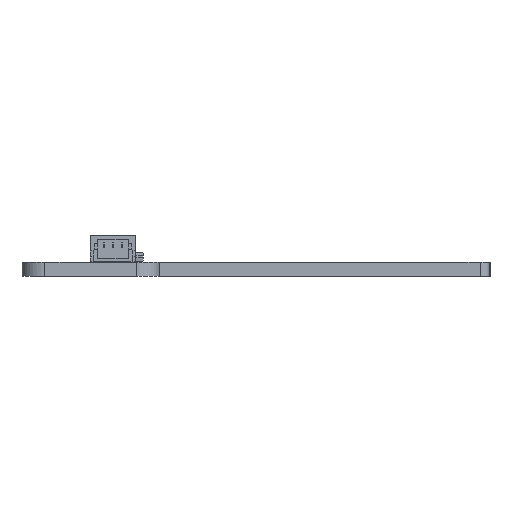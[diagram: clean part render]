
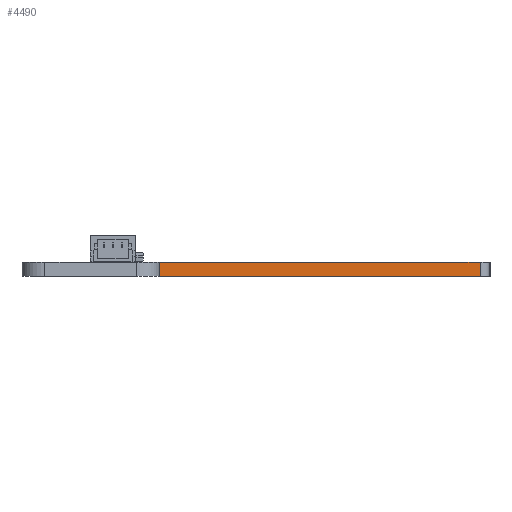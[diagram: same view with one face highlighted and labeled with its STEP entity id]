
A CAD part, left-side view. The second image highlights one B-rep face of the part: STEP entity #4490.
In plain terms, the highlighted planar face has unit normal (-1, 0, 0).
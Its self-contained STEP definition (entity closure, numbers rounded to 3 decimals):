
#125=PLANE('',#4859);
#319=FACE_OUTER_BOUND('',#571,.T.);
#571=EDGE_LOOP('',(#3127,#3128,#3129,#3130));
#891=LINE('',#6689,#1373);
#892=LINE('',#6692,#1374);
#893=LINE('',#6694,#1375);
#894=LINE('',#6695,#1376);
#1373=VECTOR('',#5415,10.);
#1374=VECTOR('',#5418,10.);
#1375=VECTOR('',#5419,10.);
#1376=VECTOR('',#5420,10.);
#2031=VERTEX_POINT('',#6685);
#2032=VERTEX_POINT('',#6687);
#2033=VERTEX_POINT('',#6691);
#2034=VERTEX_POINT('',#6693);
#2461=EDGE_CURVE('',#2031,#2032,#891,.T.);
#2462=EDGE_CURVE('',#2033,#2031,#892,.T.);
#2463=EDGE_CURVE('',#2034,#2032,#893,.T.);
#2464=EDGE_CURVE('',#2033,#2034,#894,.T.);
#3127=ORIENTED_EDGE('',*,*,#2462,.T.);
#3128=ORIENTED_EDGE('',*,*,#2461,.T.);
#3129=ORIENTED_EDGE('',*,*,#2463,.F.);
#3130=ORIENTED_EDGE('',*,*,#2464,.F.);
#4490=ADVANCED_FACE('',(#319),#125,.T.);
#4859=AXIS2_PLACEMENT_3D('',#6690,#5416,#5417);
#5415=DIRECTION('',(0.,0.,1.));
#5416=DIRECTION('center_axis',(-1.,0.,0.));
#5417=DIRECTION('ref_axis',(0.,-1.,0.));
#5418=DIRECTION('',(0.,-1.,0.));
#5419=DIRECTION('',(0.,-1.,0.));
#5420=DIRECTION('',(0.,0.,1.));
#6685=CARTESIAN_POINT('',(3.81,2.545,0.));
#6687=CARTESIAN_POINT('',(3.81,2.545,1.57));
#6689=CARTESIAN_POINT('',(3.81,2.545,0.));
#6690=CARTESIAN_POINT('Origin',(3.81,38.1,0.));
#6691=CARTESIAN_POINT('',(3.81,38.1,0.));
#6692=CARTESIAN_POINT('',(3.81,38.1,0.));
#6693=CARTESIAN_POINT('',(3.81,38.1,1.57));
#6694=CARTESIAN_POINT('',(3.81,38.1,1.57));
#6695=CARTESIAN_POINT('',(3.81,38.1,0.));
